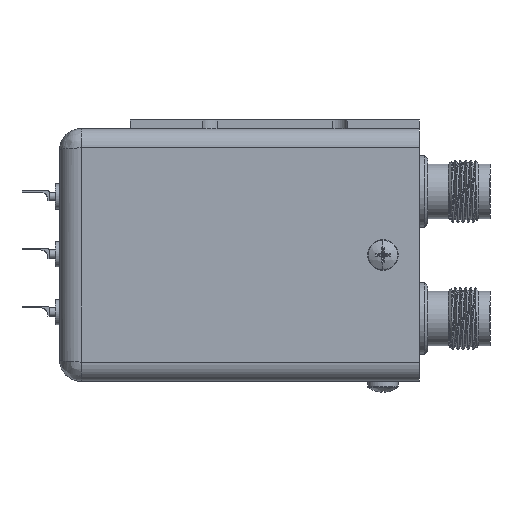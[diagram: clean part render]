
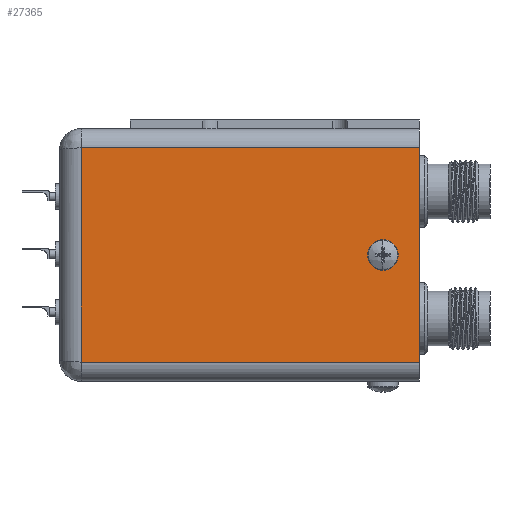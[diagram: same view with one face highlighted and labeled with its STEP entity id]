
A CAD part, left-side view. The second image highlights one B-rep face of the part: STEP entity #27365.
In plain terms, the highlighted planar face has unit normal (-1, 0, 0).
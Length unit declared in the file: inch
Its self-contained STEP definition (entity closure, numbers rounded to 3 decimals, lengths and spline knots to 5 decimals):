
#1213 = EDGE_CURVE ( 'NONE', #16810, #16503, #28206, .T. ) ;
#1859 = CARTESIAN_POINT ( 'NONE',  ( -0.875, 0.252, 0. ) ) ;
#3280 = AXIS2_PLACEMENT_3D ( 'NONE', #1859, #28849, #18363 ) ;
#4059 = CARTESIAN_POINT ( 'NONE',  ( -0.875, 0., 0.741 ) ) ;
#4232 = ORIENTED_EDGE ( 'NONE', *, *, #27202, .F. ) ;
#4834 = VECTOR ( 'NONE', #28008, 39.37008 ) ;
#4915 = CARTESIAN_POINT ( 'NONE',  ( -0.875, 0.252, 0.0675 ) ) ;
#6036 = DIRECTION ( 'NONE',  ( 0., 0., 1. ) ) ;
#6238 = VERTEX_POINT ( 'NONE', #4915 ) ;
#7639 = FACE_OUTER_BOUND ( 'NONE', #20818, .T. ) ;
#8165 = AXIS2_PLACEMENT_3D ( 'NONE', #8696, #30342, #6036 ) ;
#8372 = ORIENTED_EDGE ( 'NONE', *, *, #18367, .F. ) ;
#8473 = DIRECTION ( 'NONE',  ( 0., 0., 1. ) ) ;
#8554 = EDGE_CURVE ( 'NONE', #23918, #10052, #27477, .T. ) ;
#8696 = CARTESIAN_POINT ( 'NONE',  ( -0.875, 0.252, 0. ) ) ;
#9424 = EDGE_CURVE ( 'NONE', #12964, #6238, #23493, .T. ) ;
#9770 = DIRECTION ( 'NONE',  ( 0., 0., -1. ) ) ;
#9845 = LINE ( 'NONE', #34168, #4834 ) ;
#9913 = CARTESIAN_POINT ( 'NONE',  ( -0.875, 0., 0. ) ) ;
#10052 = VERTEX_POINT ( 'NONE', #30744 ) ;
#11312 = CARTESIAN_POINT ( 'NONE',  ( -0.875, 0.252, -0.0675 ) ) ;
#12960 = DIRECTION ( 'NONE',  ( 1., 0., 0. ) ) ;
#12964 = VERTEX_POINT ( 'NONE', #11312 ) ;
#14061 = CIRCLE ( 'NONE', #3280, 0.0675 ) ;
#14642 = VECTOR ( 'NONE', #27536, 39.37008 ) ;
#15325 = ORIENTED_EDGE ( 'NONE', *, *, #8554, .F. ) ;
#16503 = VERTEX_POINT ( 'NONE', #4059 ) ;
#16810 = VERTEX_POINT ( 'NONE', #27144 ) ;
#17624 = EDGE_LOOP ( 'NONE', ( #25413, #29483 ) ) ;
#17818 = ORIENTED_EDGE ( 'NONE', *, *, #1213, .T. ) ;
#18363 = DIRECTION ( 'NONE',  ( 0., 0., 1. ) ) ;
#18367 = EDGE_CURVE ( 'NONE', #10052, #16503, #9845, .T. ) ;
#19473 = VECTOR ( 'NONE', #8473, 39.37008 ) ;
#20818 = EDGE_LOOP ( 'NONE', ( #4232, #17818, #8372, #15325 ) ) ;
#23493 = CIRCLE ( 'NONE', #8165, 0.0675 ) ;
#23763 = AXIS2_PLACEMENT_3D ( 'NONE', #29289, #12960, #9770 ) ;
#23918 = VERTEX_POINT ( 'NONE', #26506 ) ;
#25413 = ORIENTED_EDGE ( 'NONE', *, *, #26638, .F. ) ;
#26506 = CARTESIAN_POINT ( 'NONE',  ( -0.875, 2.34, -0.741 ) ) ;
#26638 = EDGE_CURVE ( 'NONE', #6238, #12964, #14061, .T. ) ;
#27144 = CARTESIAN_POINT ( 'NONE',  ( -0.875, 0., -0.741 ) ) ;
#27147 = CARTESIAN_POINT ( 'NONE',  ( -0.875, 2.34, 0.875 ) ) ;
#27202 = EDGE_CURVE ( 'NONE', #16810, #23918, #32699, .T. ) ;
#27365 = ADVANCED_FACE ( 'NONE', ( #7639, #31420 ), #34271, .F. ) ;
#27477 = LINE ( 'NONE', #27147, #19473 ) ;
#27536 = DIRECTION ( 'NONE',  ( 0., 1., 0. ) ) ;
#28008 = DIRECTION ( 'NONE',  ( 0., -1., 0. ) ) ;
#28206 = LINE ( 'NONE', #9913, #30495 ) ;
#28849 = DIRECTION ( 'NONE',  ( -1., 0., 0. ) ) ;
#29289 = CARTESIAN_POINT ( 'NONE',  ( -0.875, 2.49, 0.875 ) ) ;
#29483 = ORIENTED_EDGE ( 'NONE', *, *, #9424, .F. ) ;
#30181 = CARTESIAN_POINT ( 'NONE',  ( -0.875, 2.49, -0.741 ) ) ;
#30342 = DIRECTION ( 'NONE',  ( -1., 0., 0. ) ) ;
#30495 = VECTOR ( 'NONE', #31568, 39.37008 ) ;
#30744 = CARTESIAN_POINT ( 'NONE',  ( -0.875, 2.34, 0.741 ) ) ;
#31420 = FACE_BOUND ( 'NONE', #17624, .T. ) ;
#31568 = DIRECTION ( 'NONE',  ( 0., 0., 1. ) ) ;
#32699 = LINE ( 'NONE', #30181, #14642 ) ;
#34168 = CARTESIAN_POINT ( 'NONE',  ( -0.875, 2.49, 0.741 ) ) ;
#34271 = PLANE ( 'NONE',  #23763 ) ;
